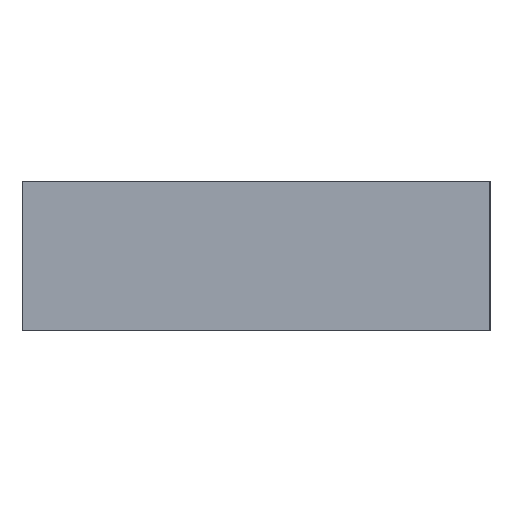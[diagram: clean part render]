
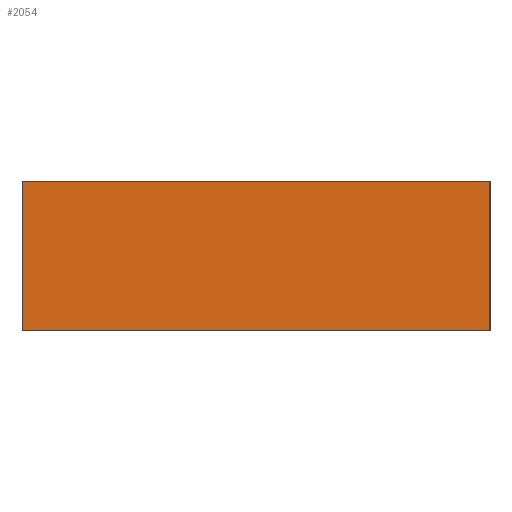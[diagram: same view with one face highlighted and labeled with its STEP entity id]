
A CAD part, left-side view. The second image highlights one B-rep face of the part: STEP entity #2054.
In plain terms, the highlighted planar face has unit normal (-1, 0, 0).
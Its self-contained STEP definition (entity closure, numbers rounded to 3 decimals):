
#409=FACE_OUTER_BOUND('',#593,.T.);
#593=EDGE_LOOP('',(#1858,#1859,#1860,#1861));
#742=LINE('',#3406,#898);
#746=LINE('',#3556,#902);
#748=LINE('',#3559,#904);
#750=LINE('',#3562,#906);
#898=VECTOR('',#2440,94.);
#902=VECTOR('',#2632,94.);
#904=VECTOR('',#2636,30.);
#906=VECTOR('',#2640,30.);
#1042=VERTEX_POINT('',#3403);
#1043=VERTEX_POINT('',#3405);
#1094=VERTEX_POINT('',#3553);
#1095=VERTEX_POINT('',#3555);
#1296=EDGE_CURVE('',#1042,#1043,#742,.T.);
#1348=EDGE_CURVE('',#1094,#1095,#746,.T.);
#1350=EDGE_CURVE('',#1043,#1094,#748,.T.);
#1352=EDGE_CURVE('',#1042,#1095,#750,.T.);
#1858=ORIENTED_EDGE('',*,*,#1352,.T.);
#1859=ORIENTED_EDGE('',*,*,#1348,.F.);
#1860=ORIENTED_EDGE('',*,*,#1350,.F.);
#1861=ORIENTED_EDGE('',*,*,#1296,.F.);
#1932=PLANE('',#2199);
#2054=ADVANCED_FACE('',(#409),#1932,.F.);
#2199=AXIS2_PLACEMENT_3D('',#3561,#2638,#2639);
#2440=DIRECTION('',(0.,-1.,0.));
#2632=DIRECTION('',(0.,1.,0.));
#2636=DIRECTION('',(0.,0.,-1.));
#2638=DIRECTION('center_axis',(1.,0.,0.));
#2639=DIRECTION('ref_axis',(0.,0.,-1.));
#2640=DIRECTION('',(0.,0.,-1.));
#3403=CARTESIAN_POINT('',(323.,94.,75.));
#3405=CARTESIAN_POINT('',(323.,0.,75.));
#3406=CARTESIAN_POINT('',(323.,47.,75.));
#3553=CARTESIAN_POINT('',(323.,0.,45.));
#3555=CARTESIAN_POINT('',(323.,94.,45.));
#3556=CARTESIAN_POINT('',(323.,47.,45.));
#3559=CARTESIAN_POINT('',(323.,0.,60.));
#3561=CARTESIAN_POINT('Origin',(323.,47.,60.));
#3562=CARTESIAN_POINT('',(323.,94.,60.));
